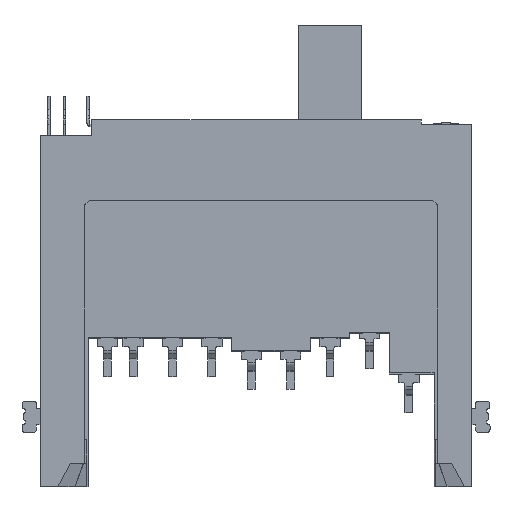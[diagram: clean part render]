
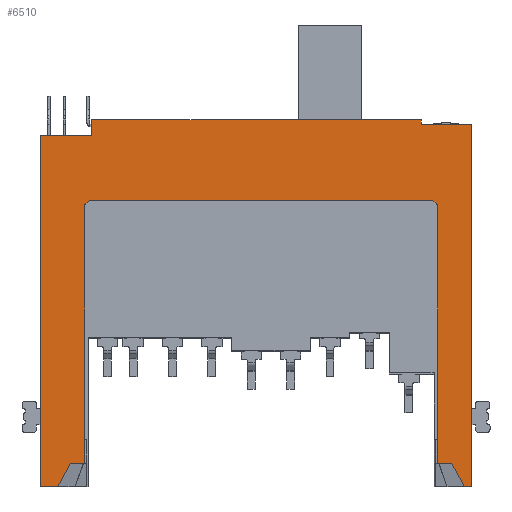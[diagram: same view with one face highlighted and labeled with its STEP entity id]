
A CAD part, top view. The second image highlights one B-rep face of the part: STEP entity #6510.
In plain terms, the highlighted planar face has unit normal (0, 0, 1).
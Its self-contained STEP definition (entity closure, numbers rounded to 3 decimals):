
#66 = DIRECTION ( 'NONE',  ( 1., 0., 0. ) ) ;
#174 = DIRECTION ( 'NONE',  ( 0.707, -0.707, 0. ) ) ;
#229 = LINE ( 'NONE', #3816, #9861 ) ;
#273 = ORIENTED_EDGE ( 'NONE', *, *, #2335, .T. ) ;
#731 = EDGE_CURVE ( 'NONE', #3369, #6914, #229, .T. ) ;
#751 = CARTESIAN_POINT ( 'NONE',  ( 14.262, -6.831, 29.375 ) ) ;
#757 = ORIENTED_EDGE ( 'NONE', *, *, #15212, .F. ) ;
#834 = ORIENTED_EDGE ( 'NONE', *, *, #10657, .F. ) ;
#1432 = VECTOR ( 'NONE', #2234, 1000. ) ;
#1654 = CARTESIAN_POINT ( 'NONE',  ( -8.583, 13.969, 29.375 ) ) ;
#1686 = DIRECTION ( 'NONE',  ( 0., -1., 0. ) ) ;
#1804 = DIRECTION ( 'NONE',  ( -0.471, -0.882, 0. ) ) ;
#2126 = CARTESIAN_POINT ( 'NONE',  ( 12.337, 14.969, 29.375 ) ) ;
#2233 = VERTEX_POINT ( 'NONE', #5804 ) ;
#2234 = DIRECTION ( 'NONE',  ( -1., 0., 0. ) ) ;
#2335 = EDGE_CURVE ( 'NONE', #7744, #17762, #5541, .T. ) ;
#2336 = EDGE_CURVE ( 'NONE', #6914, #6360, #16034, .T. ) ;
#2553 = ORIENTED_EDGE ( 'NONE', *, *, #12782, .T. ) ;
#2595 = CARTESIAN_POINT ( 'NONE',  ( 13.362, -6.831, 29.375 ) ) ;
#2775 = CARTESIAN_POINT ( 'NONE',  ( 15.537, 14.669, 29.375 ) ) ;
#2877 = CARTESIAN_POINT ( 'NONE',  ( -9.038, -8.331, 29.375 ) ) ;
#2891 = LINE ( 'NONE', #5405, #5251 ) ;
#2894 = VECTOR ( 'NONE', #1804, 1000. ) ;
#2896 = DIRECTION ( 'NONE',  ( 0., 1., 0. ) ) ;
#2938 = VECTOR ( 'NONE', #9157, 1000. ) ;
#3029 = LINE ( 'NONE', #9051, #3887 ) ;
#3226 = CARTESIAN_POINT ( 'NONE',  ( -11.863, -8.331, 29.375 ) ) ;
#3369 = VERTEX_POINT ( 'NONE', #15786 ) ;
#3589 = DIRECTION ( 'NONE',  ( 0., 1., 0. ) ) ;
#3670 = EDGE_CURVE ( 'NONE', #17216, #10667, #13182, .T. ) ;
#3744 = VECTOR ( 'NONE', #17605, 1000. ) ;
#3816 = CARTESIAN_POINT ( 'NONE',  ( -11.863, 13.969, 29.375 ) ) ;
#3887 = VECTOR ( 'NONE', #6534, 1000. ) ;
#3942 = EDGE_CURVE ( 'NONE', #17762, #16675, #14475, .T. ) ;
#4077 = EDGE_CURVE ( 'NONE', #5999, #7744, #2891, .T. ) ;
#4082 = CARTESIAN_POINT ( 'NONE',  ( 12.337, 14.669, 29.375 ) ) ;
#4086 = VECTOR ( 'NONE', #1686, 1000. ) ;
#4092 = CARTESIAN_POINT ( 'NONE',  ( 13.362, 9.559, 29.375 ) ) ;
#4392 = EDGE_CURVE ( 'NONE', #9118, #3369, #12102, .T. ) ;
#4448 = DIRECTION ( 'NONE',  ( -1., 0., 0. ) ) ;
#4738 = CARTESIAN_POINT ( 'NONE',  ( 15.062, -8.331, 29.375 ) ) ;
#4875 = ORIENTED_EDGE ( 'NONE', *, *, #3942, .T. ) ;
#4901 = DIRECTION ( 'NONE',  ( -1., 0., 0. ) ) ;
#5251 = VECTOR ( 'NONE', #66, 1000. ) ;
#5343 = VECTOR ( 'NONE', #11432, 1000. ) ;
#5405 = CARTESIAN_POINT ( 'NONE',  ( -11.863, -8.331, 29.375 ) ) ;
#5541 = LINE ( 'NONE', #10042, #5343 ) ;
#5804 = CARTESIAN_POINT ( 'NONE',  ( -8.583, 14.969, 29.375 ) ) ;
#5894 = ORIENTED_EDGE ( 'NONE', *, *, #10462, .T. ) ;
#5917 = DIRECTION ( 'NONE',  ( 0., -1., 0. ) ) ;
#5980 = DIRECTION ( 'NONE',  ( 1., 0., 0. ) ) ;
#5983 = CARTESIAN_POINT ( 'NONE',  ( -9.038, 9.559, 29.375 ) ) ;
#5999 = VERTEX_POINT ( 'NONE', #4738 ) ;
#6083 = ORIENTED_EDGE ( 'NONE', *, *, #10290, .T. ) ;
#6084 = EDGE_CURVE ( 'NONE', #5999, #14184, #6591, .T. ) ;
#6243 = CARTESIAN_POINT ( 'NONE',  ( 15.537, -8.331, 29.375 ) ) ;
#6268 = CARTESIAN_POINT ( 'NONE',  ( 15.537, 14.669, 29.375 ) ) ;
#6360 = VERTEX_POINT ( 'NONE', #12152 ) ;
#6419 = CARTESIAN_POINT ( 'NONE',  ( 14.262, -6.831, 29.375 ) ) ;
#6485 = AXIS2_PLACEMENT_3D ( 'NONE', #14221, #11313, #12675 ) ;
#6495 = VECTOR ( 'NONE', #2896, 1000. ) ;
#6510 = ADVANCED_FACE ( 'NONE', ( #17279 ), #7324, .T. ) ;
#6534 = DIRECTION ( 'NONE',  ( 0.707, 0.707, 0. ) ) ;
#6580 = EDGE_CURVE ( 'NONE', #2233, #9118, #9552, .T. ) ;
#6591 = LINE ( 'NONE', #10540, #2938 ) ;
#6609 = VERTEX_POINT ( 'NONE', #2126 ) ;
#6914 = VERTEX_POINT ( 'NONE', #13732 ) ;
#6916 = CARTESIAN_POINT ( 'NONE',  ( -9.938, -6.831, 29.375 ) ) ;
#7075 = ORIENTED_EDGE ( 'NONE', *, *, #14097, .F. ) ;
#7091 = EDGE_CURVE ( 'NONE', #13872, #6360, #17241, .T. ) ;
#7306 = CARTESIAN_POINT ( 'NONE',  ( -10.738, -8.331, 29.375 ) ) ;
#7324 = PLANE ( 'NONE',  #6485 ) ;
#7441 = ORIENTED_EDGE ( 'NONE', *, *, #2336, .T. ) ;
#7445 = CARTESIAN_POINT ( 'NONE',  ( -8.583, 14.969, 29.375 ) ) ;
#7744 = VERTEX_POINT ( 'NONE', #6243 ) ;
#7969 = VECTOR ( 'NONE', #4448, 1000. ) ;
#8093 = VERTEX_POINT ( 'NONE', #5983 ) ;
#8259 = VECTOR ( 'NONE', #5917, 1000. ) ;
#8397 = LINE ( 'NONE', #8559, #7969 ) ;
#8559 = CARTESIAN_POINT ( 'NONE',  ( -9.038, 9.869, 29.375 ) ) ;
#8652 = VECTOR ( 'NONE', #13034, 1000. ) ;
#8665 = ORIENTED_EDGE ( 'NONE', *, *, #731, .T. ) ;
#8699 = VERTEX_POINT ( 'NONE', #14726 ) ;
#9051 = CARTESIAN_POINT ( 'NONE',  ( -9.038, 9.559, 29.375 ) ) ;
#9118 = VERTEX_POINT ( 'NONE', #1654 ) ;
#9157 = DIRECTION ( 'NONE',  ( -0.471, 0.882, 0. ) ) ;
#9276 = CARTESIAN_POINT ( 'NONE',  ( -9.038, -6.831, 29.375 ) ) ;
#9552 = LINE ( 'NONE', #7445, #8259 ) ;
#9781 = CARTESIAN_POINT ( 'NONE',  ( 13.362, 9.869, 29.375 ) ) ;
#9854 = VECTOR ( 'NONE', #14452, 1000. ) ;
#9861 = VECTOR ( 'NONE', #13452, 1000. ) ;
#10042 = CARTESIAN_POINT ( 'NONE',  ( 15.537, -8.331, 29.375 ) ) ;
#10290 = EDGE_CURVE ( 'NONE', #6609, #2233, #12444, .T. ) ;
#10462 = EDGE_CURVE ( 'NONE', #8093, #8699, #3029, .T. ) ;
#10540 = CARTESIAN_POINT ( 'NONE',  ( 15.062, -8.331, 29.375 ) ) ;
#10657 = EDGE_CURVE ( 'NONE', #8093, #16658, #15643, .T. ) ;
#10667 = VERTEX_POINT ( 'NONE', #4092 ) ;
#11313 = DIRECTION ( 'NONE',  ( 0., 0., 1. ) ) ;
#11432 = DIRECTION ( 'NONE',  ( 0., 1., 0. ) ) ;
#11804 = CARTESIAN_POINT ( 'NONE',  ( 12.337, 14.669, 29.375 ) ) ;
#12102 = LINE ( 'NONE', #16232, #3744 ) ;
#12152 = CARTESIAN_POINT ( 'NONE',  ( -10.738, -8.331, 29.375 ) ) ;
#12172 = EDGE_CURVE ( 'NONE', #14184, #12239, #14072, .T. ) ;
#12183 = ORIENTED_EDGE ( 'NONE', *, *, #14528, .F. ) ;
#12239 = VERTEX_POINT ( 'NONE', #2595 ) ;
#12404 = VECTOR ( 'NONE', #5980, 1000. ) ;
#12444 = LINE ( 'NONE', #17202, #9854 ) ;
#12455 = ORIENTED_EDGE ( 'NONE', *, *, #7091, .F. ) ;
#12559 = VECTOR ( 'NONE', #174, 1000. ) ;
#12675 = DIRECTION ( 'NONE',  ( 1., 0., 0. ) ) ;
#12737 = LINE ( 'NONE', #13087, #8652 ) ;
#12782 = EDGE_CURVE ( 'NONE', #16675, #6609, #14265, .T. ) ;
#13034 = DIRECTION ( 'NONE',  ( -1., 0., 0. ) ) ;
#13087 = CARTESIAN_POINT ( 'NONE',  ( -9.938, -6.831, 29.375 ) ) ;
#13182 = LINE ( 'NONE', #13587, #12559 ) ;
#13354 = LINE ( 'NONE', #9781, #6495 ) ;
#13452 = DIRECTION ( 'NONE',  ( 0., -1., 0. ) ) ;
#13587 = CARTESIAN_POINT ( 'NONE',  ( 13.052, 9.869, 29.375 ) ) ;
#13732 = CARTESIAN_POINT ( 'NONE',  ( -11.863, -8.331, 29.375 ) ) ;
#13872 = VERTEX_POINT ( 'NONE', #6916 ) ;
#14072 = LINE ( 'NONE', #6419, #1432 ) ;
#14097 = EDGE_CURVE ( 'NONE', #16658, #13872, #12737, .T. ) ;
#14184 = VERTEX_POINT ( 'NONE', #751 ) ;
#14221 = CARTESIAN_POINT ( 'NONE',  ( 1.837, -8.331, 29.375 ) ) ;
#14265 = LINE ( 'NONE', #11804, #15329 ) ;
#14452 = DIRECTION ( 'NONE',  ( -1., 0., 0. ) ) ;
#14475 = LINE ( 'NONE', #6268, #15964 ) ;
#14528 = EDGE_CURVE ( 'NONE', #12239, #10667, #13354, .T. ) ;
#14549 = ORIENTED_EDGE ( 'NONE', *, *, #3670, .T. ) ;
#14609 = ORIENTED_EDGE ( 'NONE', *, *, #6084, .F. ) ;
#14726 = CARTESIAN_POINT ( 'NONE',  ( -8.728, 9.869, 29.375 ) ) ;
#14833 = CARTESIAN_POINT ( 'NONE',  ( 13.052, 9.869, 29.375 ) ) ;
#15208 = EDGE_LOOP ( 'NONE', ( #8665, #7441, #12455, #7075, #834, #5894, #757, #14549, #12183, #15529, #14609, #16590, #273, #4875, #2553, #6083, #17424, #17011 ) ) ;
#15212 = EDGE_CURVE ( 'NONE', #17216, #8699, #8397, .T. ) ;
#15329 = VECTOR ( 'NONE', #3589, 1000. ) ;
#15529 = ORIENTED_EDGE ( 'NONE', *, *, #12172, .F. ) ;
#15643 = LINE ( 'NONE', #2877, #4086 ) ;
#15786 = CARTESIAN_POINT ( 'NONE',  ( -11.863, 13.969, 29.375 ) ) ;
#15964 = VECTOR ( 'NONE', #4901, 1000. ) ;
#16034 = LINE ( 'NONE', #3226, #12404 ) ;
#16232 = CARTESIAN_POINT ( 'NONE',  ( -8.583, 13.969, 29.375 ) ) ;
#16590 = ORIENTED_EDGE ( 'NONE', *, *, #4077, .T. ) ;
#16658 = VERTEX_POINT ( 'NONE', #9276 ) ;
#16675 = VERTEX_POINT ( 'NONE', #4082 ) ;
#17011 = ORIENTED_EDGE ( 'NONE', *, *, #4392, .T. ) ;
#17202 = CARTESIAN_POINT ( 'NONE',  ( 12.337, 14.969, 29.375 ) ) ;
#17216 = VERTEX_POINT ( 'NONE', #14833 ) ;
#17241 = LINE ( 'NONE', #7306, #2894 ) ;
#17279 = FACE_OUTER_BOUND ( 'NONE', #15208, .T. ) ;
#17424 = ORIENTED_EDGE ( 'NONE', *, *, #6580, .T. ) ;
#17605 = DIRECTION ( 'NONE',  ( -1., 0., 0. ) ) ;
#17762 = VERTEX_POINT ( 'NONE', #2775 ) ;
